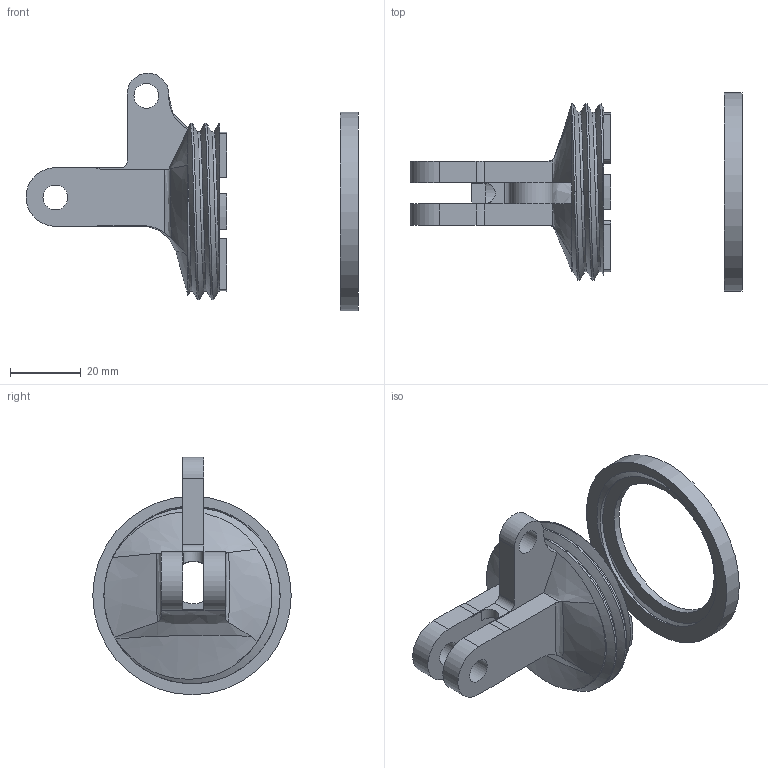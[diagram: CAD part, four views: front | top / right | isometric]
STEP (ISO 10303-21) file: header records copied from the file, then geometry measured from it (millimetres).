
FILE_DESCRIPTION(/* description */ (''),/* implementation_level */ '2;1');
FILE_NAME(/* name */ 'no me convence v5.step',/* time_stamp */ '2021-11-24T16:47:24+01:00',/* author */ (''),/* organization */ (''),/* preprocessor_version */ 'ST-DEVELOPER v18.1',/* originating_system */ 'Autodesk Translation Framework v10.10.0.1391',/* authorisation */ '');
FILE_SCHEMA (('AUTOMOTIVE_DESIGN { 1 0 10303 214 3 1 1 }'));
Length unit declared in the file: millimetre
Products named in the file (1): no me convence
Bounding box: 93.67 x 56 x 67.03 mm (x, y, z)
Volume: 32524.8 mm3; surface area: 15949.5 mm2
Topology: 2 solids, 2 shells, 105 faces, 297 edges, 191 vertices
Faces by surface type: plane 58, cylinder 34, bspline 13
Full cylindrical faces by diameter (mm): 7 x3, 40 x1, 45.126 x1, 49.703 x2, 56 x1
Entity records: 5503 total; most frequent: CARTESIAN_POINT 2824, ORIENTED_EDGE 598, DIRECTION 483, EDGE_CURVE 299, VERTEX_POINT 191, LINE 171, VECTOR 171, AXIS2_PLACEMENT_3D 156
